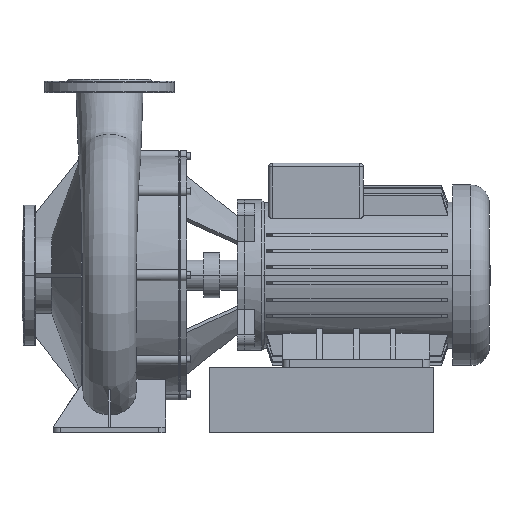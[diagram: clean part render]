
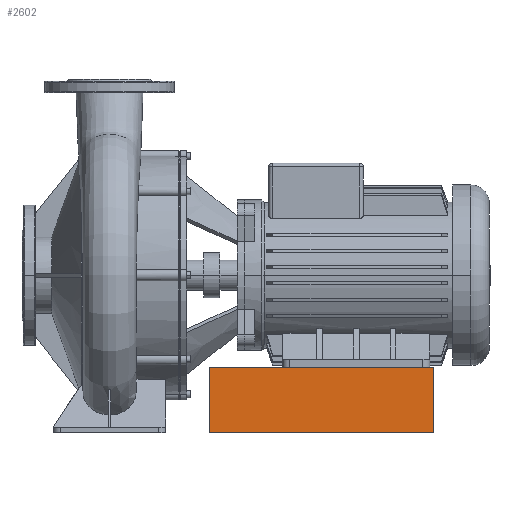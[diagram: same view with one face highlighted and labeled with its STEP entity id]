
A CAD part, front view. The second image highlights one B-rep face of the part: STEP entity #2602.
In plain terms, the highlighted free-form (B-spline) face has degree [1, 1] with [2, 2] control points.
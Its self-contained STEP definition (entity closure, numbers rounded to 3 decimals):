
#2484=CARTESIAN_POINT('',(463.5,-130.,93.0));
#2485=VERTEX_POINT('',#2484);
#2494=CARTESIAN_POINT('',(463.5,-130.,0.0));
#2495=VERTEX_POINT('',#2494);
#2496=CARTESIAN_POINT('',(463.5,-130.,0.0));
#2497=DIRECTION('',(0.0,0.0,1.0));
#2498=VECTOR('',#2497,93.0);
#2499=LINE('',#2496,#2498);
#2500=EDGE_CURVE('',#2495,#2485,#2499,.T.);
#2555=CARTESIAN_POINT('',(143.5,-130.0,93.0));
#2556=VERTEX_POINT('',#2555);
#2564=CARTESIAN_POINT('',(143.5,-130.0,0.0));
#2565=VERTEX_POINT('',#2564);
#2572=CARTESIAN_POINT('',(143.5,-130.0,0.0));
#2573=DIRECTION('',(0.0,0.0,1.0));
#2574=VECTOR('',#2573,93.0);
#2575=LINE('',#2572,#2574);
#2576=EDGE_CURVE('',#2565,#2556,#2575,.T.);
#2581=CARTESIAN_POINT('',(463.5,-130.,0.0));
#2582=CARTESIAN_POINT('',(463.5,-130.,93.0));
#2583=CARTESIAN_POINT('',(143.5,-130.0,0.0));
#2584=CARTESIAN_POINT('',(143.5,-130.,93.0));
#2585=B_SPLINE_SURFACE_WITH_KNOTS('',1,1,((#2581,#2583),(#2582,#2584)),.UNSPECIFIED.,.F.,.F.,.U.,(2,2),(2,2),(0.0,93.0),(0.0,320.0),.UNSPECIFIED.);
#2586=CARTESIAN_POINT('',(143.5,-130.0,93.0));
#2587=DIRECTION('',(1.0,0.0,0.0));
#2588=VECTOR('',#2587,320.0);
#2589=LINE('',#2586,#2588);
#2590=EDGE_CURVE('',#2556,#2485,#2589,.T.);
#2591=ORIENTED_EDGE('',*,*,#2590,.F.);
#2592=ORIENTED_EDGE('',*,*,#2576,.F.);
#2593=CARTESIAN_POINT('',(143.5,-130.0,0.0));
#2594=DIRECTION('',(1.0,0.0,0.0));
#2595=VECTOR('',#2594,320.0);
#2596=LINE('',#2593,#2595);
#2597=EDGE_CURVE('',#2565,#2495,#2596,.T.);
#2598=ORIENTED_EDGE('',*,*,#2597,.T.);
#2599=ORIENTED_EDGE('',*,*,#2500,.T.);
#2600=EDGE_LOOP('',(#2591,#2592,#2598,#2599));
#2601=FACE_OUTER_BOUND('',#2600,.T.);
#2602=ADVANCED_FACE('',(#2601),#2585,.T.);
